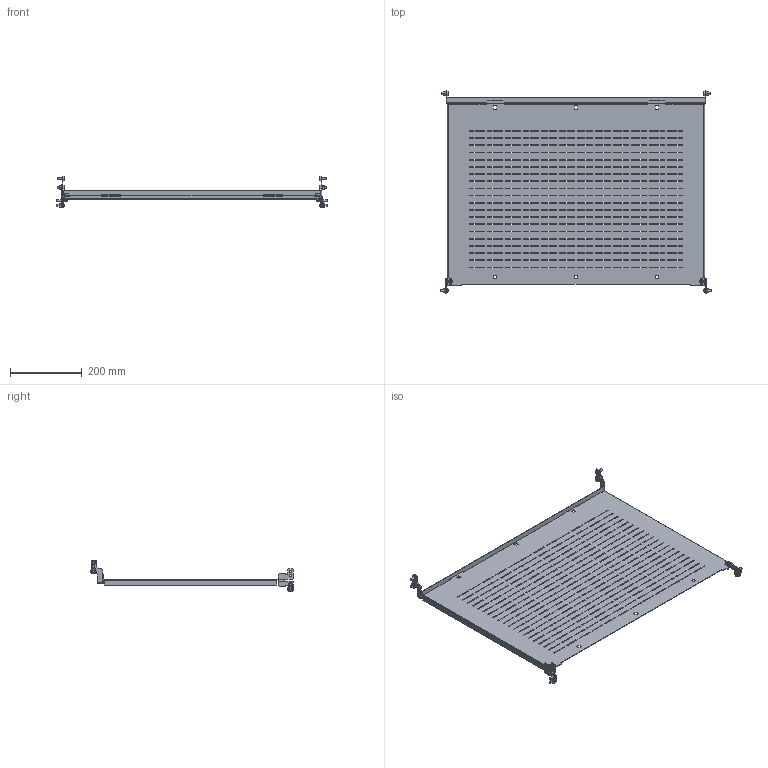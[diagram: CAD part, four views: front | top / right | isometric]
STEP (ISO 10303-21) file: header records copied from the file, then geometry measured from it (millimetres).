
FILE_DESCRIPTION (( 'STEP AP214' ), '1' );
FILE_NAME ('PCH86 Ïàíåëü ãîðèçîíòàëüíàÿ_èçì0014_09.14.STEP', '2019-07-22T07:47:45', ( '' ), ( '' ), 'SwSTEP 2.0', 'SolidWorks 2017', '' );
FILE_SCHEMA (( 'AUTOMOTIVE_DESIGN' ));
Length unit declared in the file: millimetre
Products named in the file (9): Âèíò ñàìîíàðåçàþùèé Ì6 DIN 7516À_6å16; AVT004.15.00.02 赶鎀鍧_00; AVT004.15.00.02 赶鎀鍧_01; PCH86 Ïàíåëü ãîðèçîíòàëüíàÿ_èçì0014_09.14; AVT001.15.00.13 逄闉_00; AVT001.15.00.11 椻譇燲00; Âèíò Ì6 DIN 7985_6å16; Ãàéêà çàêëàäíàÿ Ì6 àðò.2106Ñ_00; Ãàéêà êëåòåâàÿ Ì6_3À
Assembly tree (21 placements, depth 2):
  PCH86 Ïàíåëü ãîðèçîíòàëüíàÿ_èçì0014_09.14
    AVT001.15.00.11 椻譇燲00
    AVT004.15.00.02 赶鎀鍧_00  x2
    AVT001.15.00.13 逄闉_00
    AVT004.15.00.02 赶鎀鍧_01
    Ãàéêà êëåòåâàÿ Ì6_3À  x2
    Âèíò Ì6 DIN 7985_6å16  x6
    Âèíò ñàìîíàðåçàþùèé Ì6 DIN 7516À_6å16  x4
    Ãàéêà çàêëàäíàÿ Ì6 àðò.2106Ñ_00  x4
Bounding box: 753 x 566.39 x 87.92 mm (x, y, z)
Volume: 607429.4 mm3; surface area: 825985.3 mm2
Topology: 25 solids, 25 shells, 2001 faces, 5371 edges, 3430 vertices
Faces by surface type: plane 1725, cylinder 240, sphere 20, cone 12, bspline 4
Entity records: 45841 total; most frequent: CARTESIAN_POINT 8246, ORIENTED_EDGE 7880, DIRECTION 6902, EDGE_CURVE 3940, LINE 3706, VECTOR 3706, VERTEX_POINT 2574, EDGE_LOOP 1918
